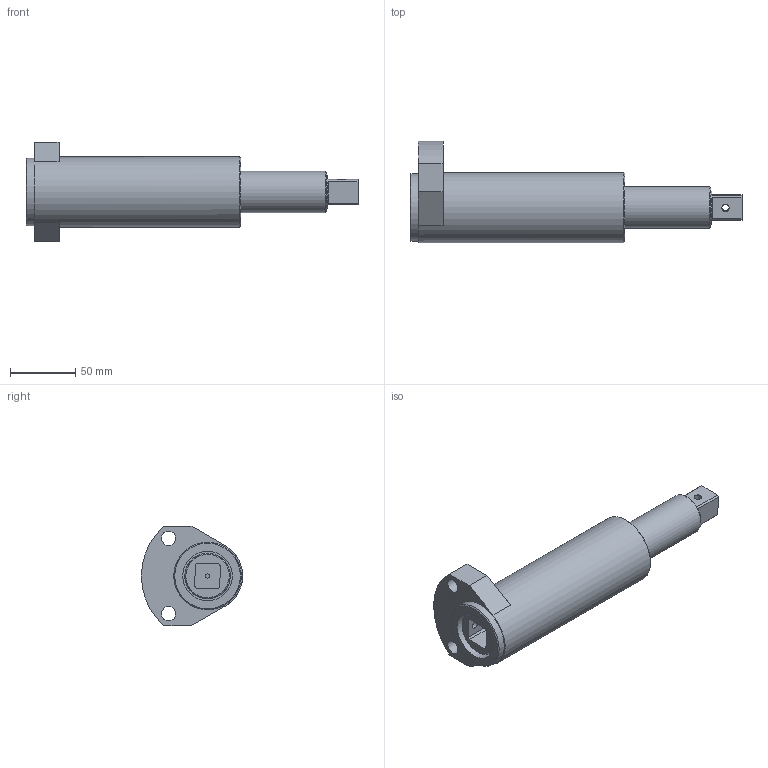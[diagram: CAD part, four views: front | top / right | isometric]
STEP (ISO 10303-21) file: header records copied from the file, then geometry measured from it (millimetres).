
FILE_DESCRIPTION (( 'STEP AP203' ), '1' );
FILE_NAME ('OA-3S3-2-75-75.STEP', '2015-07-14T14:26:29', ( '' ), ( '' ), 'SwSTEP 2.0', 'SolidWorks 2015', '' );
FILE_SCHEMA (( 'CONFIG_CONTROL_DESIGN' ));
Length unit declared in the file: millimetre
Products named in the file (4): OA-3S3-2-75-75; SA-003; R-7-12-6.78-20-1; SA-364H
Assembly tree (3 placements, depth 2):
  OA-3S3-2-75-75
    SA-003
    R-7-12-6.78-20-1
    SA-364H
Bounding box: 255.26 x 77.72 x 76.2 mm (x, y, z)
Volume: 350163.1 mm3; surface area: 102177.1 mm2
Topology: 3 solids, 3 shells, 84 faces, 202 edges, 134 vertices
Faces by surface type: plane 43, cylinder 30, cone 11
Full cylindrical faces by diameter (mm): 3.175 x1, 5.556 x3, 9.525 x1, 11 x2, 19.05 x1, 24.13 x2, 25.4 x1, 25.908 x1, 26.975 x2, 28.702 x1, 31.75 x1, 34.925 x3, 38.1 x2, 51.994 x1, 53.848 x1
Entity records: 2758 total; most frequent: CARTESIAN_POINT 529, DIRECTION 394, ORIENTED_EDGE 322, AXIS2_PLACEMENT_3D 168, EDGE_CURVE 161, EDGE_LOOP 138, VERTEX_POINT 123, FACE_OUTER_BOUND 107
